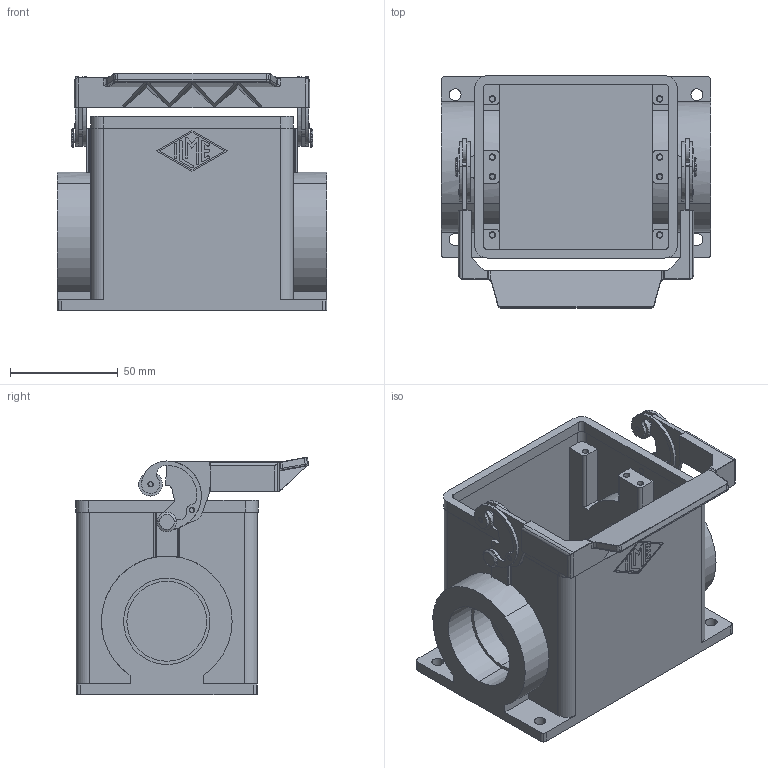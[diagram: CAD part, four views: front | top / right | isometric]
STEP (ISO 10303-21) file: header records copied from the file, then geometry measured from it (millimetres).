
FILE_DESCRIPTION((''),'2;1');
FILE_NAME('MHP 32 L40.stp','2006-12-19T13:59:08',('gembarski'),(''),'Autodesk Inventor 7','Autodesk Inventor 7','');
FILE_SCHEMA(('AUTOMOTIVE_DESIGN { 1 0 10303 214 1 1 1 1 }'));
Length unit declared in the file: millimetre
Products named in the file (1): MHP 32 L40
Bounding box: 125 x 107.84 x 109.98 mm (x, y, z)
Volume: 262897.1 mm3; surface area: 105921.3 mm2
Topology: 4 solids, 4 shells, 497 faces, 1305 edges, 850 vertices
Faces by surface type: plane 170, bspline 164, cylinder 149, torus 10, cone 4
Entity records: 18602 total; most frequent: CARTESIAN_POINT 6413, ORIENTED_EDGE 2606, DIRECTION 2489, EDGE_CURVE 1303, AXIS2_PLACEMENT_3D 900, VERTEX_POINT 850, VECTOR 689, LINE 689
